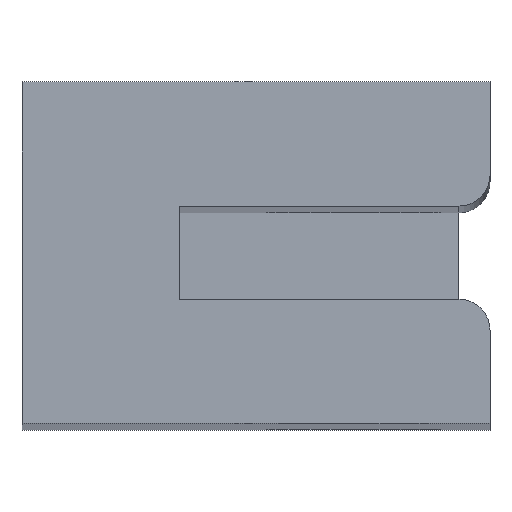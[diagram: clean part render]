
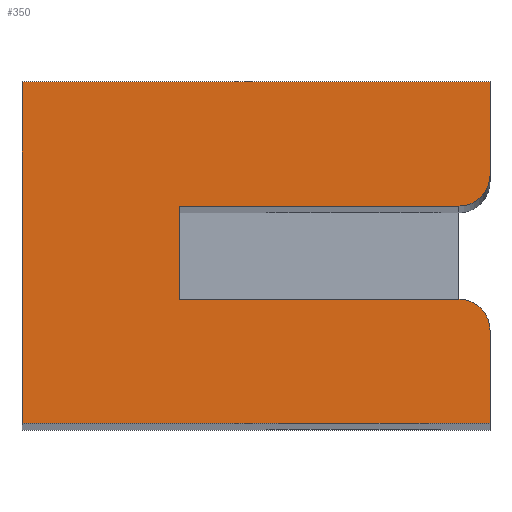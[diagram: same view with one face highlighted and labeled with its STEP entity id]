
A CAD part, top view. The second image highlights one B-rep face of the part: STEP entity #350.
In plain terms, the highlighted planar face has unit normal (0, 0, 1).
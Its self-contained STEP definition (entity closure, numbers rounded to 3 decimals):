
#39=CIRCLE('',#388,0.5);
#40=CIRCLE('',#391,0.5);
#58=FACE_OUTER_BOUND('',#84,.T.);
#84=EDGE_LOOP('',(#311,#312,#313,#314,#315,#316,#317,#318,#319,#320));
#93=LINE('',#511,#127);
#96=LINE('',#520,#130);
#107=LINE('',#559,#141);
#109=LINE('',#563,#143);
#111=LINE('',#567,#145);
#114=LINE('',#574,#148);
#116=LINE('',#581,#150);
#118=LINE('',#584,#152);
#127=VECTOR('',#411,10.);
#130=VECTOR('',#420,10.);
#141=VECTOR('',#459,10.);
#143=VECTOR('',#463,10.);
#145=VECTOR('',#467,10.);
#148=VECTOR('',#476,10.);
#150=VECTOR('',#484,10.);
#152=VECTOR('',#488,10.);
#159=VERTEX_POINT('',#508);
#160=VERTEX_POINT('',#510);
#163=VERTEX_POINT('',#518);
#176=VERTEX_POINT('',#556);
#177=VERTEX_POINT('',#558);
#178=VERTEX_POINT('',#562);
#179=VERTEX_POINT('',#566);
#180=VERTEX_POINT('',#570);
#181=VERTEX_POINT('',#576);
#182=VERTEX_POINT('',#580);
#191=EDGE_CURVE('',#160,#159,#93,.T.);
#196=EDGE_CURVE('',#159,#163,#96,.T.);
#215=EDGE_CURVE('',#177,#176,#107,.T.);
#217=EDGE_CURVE('',#178,#177,#109,.T.);
#219=EDGE_CURVE('',#179,#178,#111,.T.);
#221=EDGE_CURVE('',#180,#179,#39,.T.);
#223=EDGE_CURVE('',#163,#180,#114,.T.);
#224=EDGE_CURVE('',#181,#160,#40,.T.);
#226=EDGE_CURVE('',#182,#181,#116,.T.);
#228=EDGE_CURVE('',#176,#182,#118,.T.);
#311=ORIENTED_EDGE('',*,*,#228,.T.);
#312=ORIENTED_EDGE('',*,*,#226,.T.);
#313=ORIENTED_EDGE('',*,*,#224,.T.);
#314=ORIENTED_EDGE('',*,*,#191,.T.);
#315=ORIENTED_EDGE('',*,*,#196,.T.);
#316=ORIENTED_EDGE('',*,*,#223,.T.);
#317=ORIENTED_EDGE('',*,*,#221,.T.);
#318=ORIENTED_EDGE('',*,*,#219,.T.);
#319=ORIENTED_EDGE('',*,*,#217,.T.);
#320=ORIENTED_EDGE('',*,*,#215,.T.);
#332=PLANE('',#394);
#350=ADVANCED_FACE('',(#58),#332,.T.);
#388=AXIS2_PLACEMENT_3D('',#571,#471,#472);
#391=AXIS2_PLACEMENT_3D('',#577,#479,#480);
#394=AXIS2_PLACEMENT_3D('',#585,#489,#490);
#411=DIRECTION('',(-1.,0.,0.));
#420=DIRECTION('',(0.,1.,0.));
#459=DIRECTION('',(0.,-1.,0.));
#463=DIRECTION('',(-1.,0.,0.));
#467=DIRECTION('',(0.,1.,0.));
#471=DIRECTION('center_axis',(0.,0.,1.));
#472=DIRECTION('ref_axis',(0.,-1.,0.));
#476=DIRECTION('',(1.,0.,0.));
#479=DIRECTION('center_axis',(0.,0.,1.));
#480=DIRECTION('ref_axis',(1.,0.,0.));
#484=DIRECTION('',(0.,1.,0.));
#488=DIRECTION('',(1.,0.,0.));
#489=DIRECTION('center_axis',(0.,0.,1.));
#490=DIRECTION('ref_axis',(1.,0.,0.));
#508=CARTESIAN_POINT('',(-40.,-0.75,60.));
#510=CARTESIAN_POINT('',(-35.5,-0.75,60.));
#511=CARTESIAN_POINT('',(-38.5,-0.75,60.));
#518=CARTESIAN_POINT('',(-40.,0.75,60.));
#520=CARTESIAN_POINT('',(-40.,-2.75,60.));
#556=CARTESIAN_POINT('',(-42.54,-2.75,60.));
#558=CARTESIAN_POINT('',(-42.54,2.75,60.));
#559=CARTESIAN_POINT('',(-42.54,2.75,60.));
#562=CARTESIAN_POINT('',(-35.,2.75,60.));
#563=CARTESIAN_POINT('',(-35.,2.75,60.));
#566=CARTESIAN_POINT('',(-35.,1.25,60.));
#567=CARTESIAN_POINT('',(-35.,1.25,60.));
#570=CARTESIAN_POINT('',(-35.5,0.75,60.));
#571=CARTESIAN_POINT('Origin',(-35.5,1.25,60.));
#574=CARTESIAN_POINT('',(-40.,0.75,60.));
#576=CARTESIAN_POINT('',(-35.,-1.25,60.));
#577=CARTESIAN_POINT('Origin',(-35.5,-1.25,60.));
#580=CARTESIAN_POINT('',(-35.,-2.75,60.));
#581=CARTESIAN_POINT('',(-35.,-2.75,60.));
#584=CARTESIAN_POINT('',(-42.54,-2.75,60.));
#585=CARTESIAN_POINT('Origin',(-38.77,0.,60.));
